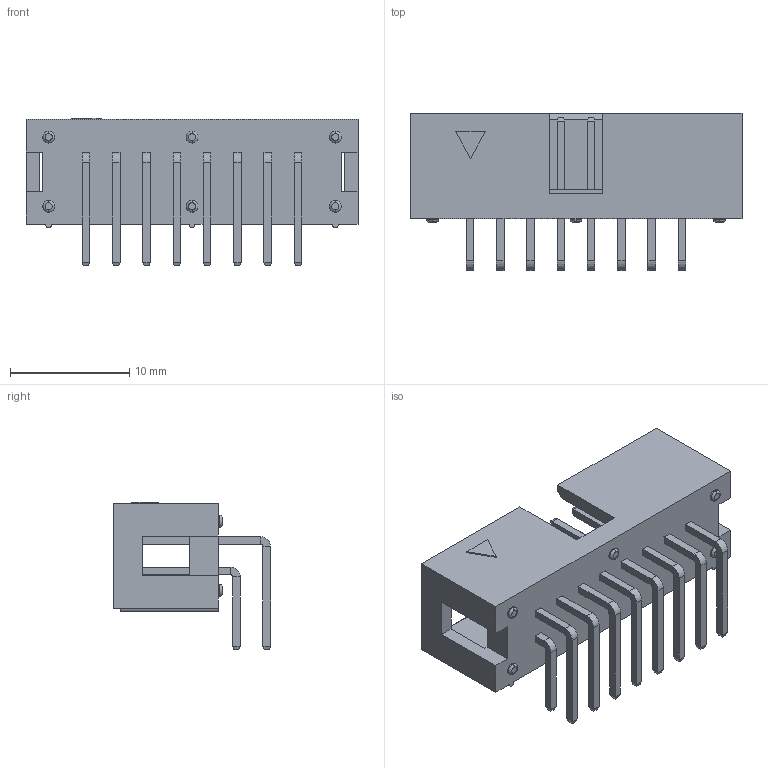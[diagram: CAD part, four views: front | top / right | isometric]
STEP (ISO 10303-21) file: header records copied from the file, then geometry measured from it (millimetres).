
FILE_DESCRIPTION (( 'STEP AP214' ), '1' );
FILE_NAME ('SBH11-PBPC-D08-RA-BK.STEP', '2018-10-16T20:32:35', ( '' ), ( '' ), 'SwSTEP 2.0', 'SolidWorks 2017', '' );
FILE_SCHEMA (( 'AUTOMOTIVE_DESIGN' ));
Length unit declared in the file: millimetre
Products named in the file (1): SBH11-PBPC-D08-RA-BK
Bounding box: 27.82 x 13.16 x 12.4 mm (x, y, z)
Volume: 1105.9 mm3; surface area: 2338.4 mm2
Topology: 17 solids, 17 shells, 494 faces, 1099 edges, 642 vertices
Faces by surface type: plane 432, cylinder 50, torus 12
Entity records: 13381 total; most frequent: CARTESIAN_POINT 2236, DIRECTION 2213, ORIENTED_EDGE 2198, EDGE_CURVE 1099, LINE 975, VECTOR 975, VERTEX_POINT 642, AXIS2_PLACEMENT_3D 619
